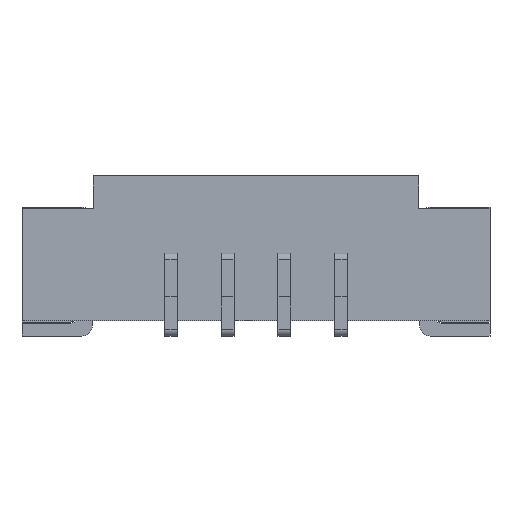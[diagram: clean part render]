
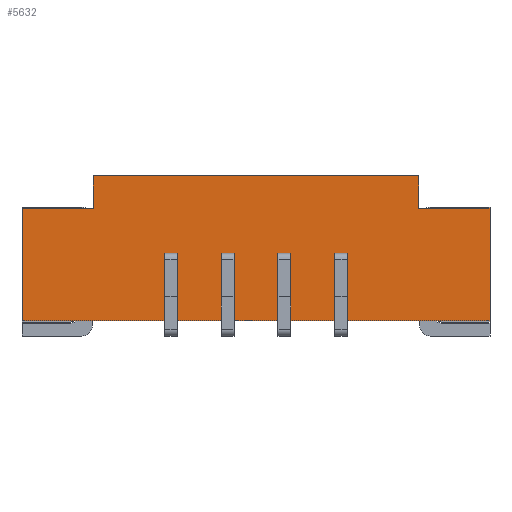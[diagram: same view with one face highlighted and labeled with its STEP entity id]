
A CAD part, front view. The second image highlights one B-rep face of the part: STEP entity #5632.
In plain terms, the highlighted planar face has unit normal (0, -1, 0).
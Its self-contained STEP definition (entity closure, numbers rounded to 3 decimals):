
#606=ORIENTED_EDGE('',*,*,#2215,.F.);
#607=ORIENTED_EDGE('',*,*,#2216,.T.);
#608=ORIENTED_EDGE('',*,*,#2217,.F.);
#609=ORIENTED_EDGE('',*,*,#2218,.T.);
#610=ORIENTED_EDGE('',*,*,#2219,.F.);
#611=ORIENTED_EDGE('',*,*,#2220,.T.);
#612=ORIENTED_EDGE('',*,*,#2221,.F.);
#613=ORIENTED_EDGE('',*,*,#2222,.T.);
#614=ORIENTED_EDGE('',*,*,#2223,.F.);
#615=ORIENTED_EDGE('',*,*,#2224,.T.);
#616=ORIENTED_EDGE('',*,*,#2225,.F.);
#617=ORIENTED_EDGE('',*,*,#2226,.T.);
#618=ORIENTED_EDGE('',*,*,#2227,.F.);
#619=ORIENTED_EDGE('',*,*,#2228,.T.);
#620=ORIENTED_EDGE('',*,*,#2229,.F.);
#621=ORIENTED_EDGE('',*,*,#2230,.T.);
#622=ORIENTED_EDGE('',*,*,#2197,.F.);
#623=ORIENTED_EDGE('',*,*,#2231,.T.);
#624=ORIENTED_EDGE('',*,*,#2232,.T.);
#625=ORIENTED_EDGE('',*,*,#2233,.F.);
#626=ORIENTED_EDGE('',*,*,#2234,.T.);
#627=ORIENTED_EDGE('',*,*,#2235,.T.);
#628=ORIENTED_EDGE('',*,*,#2187,.F.);
#629=ORIENTED_EDGE('',*,*,#2203,.F.);
#2187=EDGE_CURVE('',#3005,#3006,#3576,.T.);
#2197=EDGE_CURVE('',#3015,#3016,#3586,.T.);
#2203=EDGE_CURVE('',#3016,#3005,#3592,.T.);
#2215=EDGE_CURVE('',#3030,#3031,#3604,.T.);
#2216=EDGE_CURVE('',#3030,#3032,#3605,.T.);
#2217=EDGE_CURVE('',#3033,#3032,#3606,.T.);
#2218=EDGE_CURVE('',#3033,#3031,#3607,.T.);
#2219=EDGE_CURVE('',#3034,#3035,#3608,.T.);
#2220=EDGE_CURVE('',#3034,#3036,#3609,.T.);
#2221=EDGE_CURVE('',#3037,#3036,#3610,.T.);
#2222=EDGE_CURVE('',#3037,#3035,#3611,.T.);
#2223=EDGE_CURVE('',#3038,#3039,#3612,.T.);
#2224=EDGE_CURVE('',#3038,#3040,#3613,.T.);
#2225=EDGE_CURVE('',#3041,#3040,#3614,.T.);
#2226=EDGE_CURVE('',#3041,#3039,#3615,.T.);
#2227=EDGE_CURVE('',#3042,#3043,#3616,.T.);
#2228=EDGE_CURVE('',#3042,#3044,#3617,.T.);
#2229=EDGE_CURVE('',#3045,#3044,#3618,.T.);
#2230=EDGE_CURVE('',#3045,#3043,#3619,.T.);
#2231=EDGE_CURVE('',#3015,#3046,#3620,.T.);
#2232=EDGE_CURVE('',#3046,#3047,#3621,.T.);
#2233=EDGE_CURVE('',#3048,#3047,#3622,.T.);
#2234=EDGE_CURVE('',#3048,#3049,#3623,.T.);
#2235=EDGE_CURVE('',#3049,#3006,#3624,.T.);
#3005=VERTEX_POINT('',#9942);
#3006=VERTEX_POINT('',#9944);
#3015=VERTEX_POINT('',#9963);
#3016=VERTEX_POINT('',#9965);
#3030=VERTEX_POINT('',#10001);
#3031=VERTEX_POINT('',#10002);
#3032=VERTEX_POINT('',#10004);
#3033=VERTEX_POINT('',#10006);
#3034=VERTEX_POINT('',#10009);
#3035=VERTEX_POINT('',#10010);
#3036=VERTEX_POINT('',#10012);
#3037=VERTEX_POINT('',#10014);
#3038=VERTEX_POINT('',#10017);
#3039=VERTEX_POINT('',#10018);
#3040=VERTEX_POINT('',#10020);
#3041=VERTEX_POINT('',#10022);
#3042=VERTEX_POINT('',#10025);
#3043=VERTEX_POINT('',#10026);
#3044=VERTEX_POINT('',#10028);
#3045=VERTEX_POINT('',#10030);
#3046=VERTEX_POINT('',#10033);
#3047=VERTEX_POINT('',#10035);
#3048=VERTEX_POINT('',#10037);
#3049=VERTEX_POINT('',#10039);
#3576=LINE('',#9943,#4113);
#3586=LINE('',#9964,#4123);
#3592=LINE('',#9975,#4129);
#3604=LINE('',#10000,#4141);
#3605=LINE('',#10003,#4142);
#3606=LINE('',#10005,#4143);
#3607=LINE('',#10007,#4144);
#3608=LINE('',#10008,#4145);
#3609=LINE('',#10011,#4146);
#3610=LINE('',#10013,#4147);
#3611=LINE('',#10015,#4148);
#3612=LINE('',#10016,#4149);
#3613=LINE('',#10019,#4150);
#3614=LINE('',#10021,#4151);
#3615=LINE('',#10023,#4152);
#3616=LINE('',#10024,#4153);
#3617=LINE('',#10027,#4154);
#3618=LINE('',#10029,#4155);
#3619=LINE('',#10031,#4156);
#3620=LINE('',#10032,#4157);
#3621=LINE('',#10034,#4158);
#3622=LINE('',#10036,#4159);
#3623=LINE('',#10038,#4160);
#3624=LINE('',#10040,#4161);
#4113=VECTOR('',#8702,1000.);
#4123=VECTOR('',#8714,1000.);
#4129=VECTOR('',#8722,1000.);
#4141=VECTOR('',#8740,1000.);
#4142=VECTOR('',#8741,1000.);
#4143=VECTOR('',#8742,1000.);
#4144=VECTOR('',#8743,1000.);
#4145=VECTOR('',#8744,1000.);
#4146=VECTOR('',#8745,1000.);
#4147=VECTOR('',#8746,1000.);
#4148=VECTOR('',#8747,1000.);
#4149=VECTOR('',#8748,1000.);
#4150=VECTOR('',#8749,1000.);
#4151=VECTOR('',#8750,1000.);
#4152=VECTOR('',#8751,1000.);
#4153=VECTOR('',#8752,1000.);
#4154=VECTOR('',#8753,1000.);
#4155=VECTOR('',#8754,1000.);
#4156=VECTOR('',#8755,1000.);
#4157=VECTOR('',#8756,1000.);
#4158=VECTOR('',#8757,1000.);
#4159=VECTOR('',#8758,1000.);
#4160=VECTOR('',#8759,1000.);
#4161=VECTOR('',#8760,1000.);
#4615=EDGE_LOOP('',(#606,#607,#608,#609));
#4616=EDGE_LOOP('',(#610,#611,#612,#613));
#4617=EDGE_LOOP('',(#614,#615,#616,#617));
#4618=EDGE_LOOP('',(#618,#619,#620,#621));
#4619=EDGE_LOOP('',(#622,#623,#624,#625,#626,#627,#628,#629));
#4982=FACE_BOUND('',#4615,.T.);
#4983=FACE_BOUND('',#4616,.T.);
#4984=FACE_BOUND('',#4617,.T.);
#4985=FACE_BOUND('',#4618,.T.);
#4986=FACE_BOUND('',#4619,.T.);
#5341=PLANE('',#8240);
#5632=ADVANCED_FACE('',(#4982,#4983,#4984,#4985,#4986),#5341,.F.);
#8240=AXIS2_PLACEMENT_3D('',#9999,#8738,#8739);
#8702=DIRECTION('',(0.,0.,-1.));
#8714=DIRECTION('',(0.,0.,1.));
#8722=DIRECTION('',(1.,0.,0.));
#8738=DIRECTION('',(0.,1.,0.));
#8739=DIRECTION('',(0.,0.,1.));
#8740=DIRECTION('',(0.,0.,1.));
#8741=DIRECTION('',(-1.,0.,0.));
#8742=DIRECTION('',(0.,0.,-1.));
#8743=DIRECTION('',(1.,0.,0.));
#8744=DIRECTION('',(0.,0.,1.));
#8745=DIRECTION('',(-1.,0.,0.));
#8746=DIRECTION('',(0.,0.,-1.));
#8747=DIRECTION('',(1.,0.,0.));
#8748=DIRECTION('',(0.,0.,1.));
#8749=DIRECTION('',(-1.,0.,0.));
#8750=DIRECTION('',(0.,0.,-1.));
#8751=DIRECTION('',(1.,0.,0.));
#8752=DIRECTION('',(0.,0.,-1.));
#8753=DIRECTION('',(1.,0.,0.));
#8754=DIRECTION('',(0.,0.,1.));
#8755=DIRECTION('',(-1.,0.,0.));
#8756=DIRECTION('',(-1.,0.,0.));
#8757=DIRECTION('',(0.,0.,-1.));
#8758=DIRECTION('',(-1.,0.,0.));
#8759=DIRECTION('',(0.,0.,1.));
#8760=DIRECTION('',(-1.,0.,0.));
#9942=CARTESIAN_POINT('',(3.589,0.457,3.534));
#9943=CARTESIAN_POINT('',(3.589,0.457,3.534));
#9944=CARTESIAN_POINT('',(3.589,0.457,2.823));
#9963=CARTESIAN_POINT('',(-3.589,0.457,2.823));
#9964=CARTESIAN_POINT('',(-3.589,0.457,0.334));
#9965=CARTESIAN_POINT('',(-3.589,0.457,3.534));
#9975=CARTESIAN_POINT('',(-3.589,0.457,3.534));
#9999=CARTESIAN_POINT('',(0.,0.457,0.));
#10000=CARTESIAN_POINT('',(2.015,0.457,1.829));
#10001=CARTESIAN_POINT('',(2.015,0.457,1.245));
#10002=CARTESIAN_POINT('',(2.015,0.457,1.524));
#10003=CARTESIAN_POINT('',(2.015,0.457,1.245));
#10004=CARTESIAN_POINT('',(1.735,0.457,1.245));
#10005=CARTESIAN_POINT('',(1.735,0.457,1.829));
#10006=CARTESIAN_POINT('',(1.735,0.457,1.524));
#10007=CARTESIAN_POINT('',(1.735,0.457,1.524));
#10008=CARTESIAN_POINT('',(0.765,0.457,1.829));
#10009=CARTESIAN_POINT('',(0.765,0.457,1.245));
#10010=CARTESIAN_POINT('',(0.765,0.457,1.524));
#10011=CARTESIAN_POINT('',(0.765,0.457,1.245));
#10012=CARTESIAN_POINT('',(0.485,0.457,1.245));
#10013=CARTESIAN_POINT('',(0.485,0.457,1.829));
#10014=CARTESIAN_POINT('',(0.485,0.457,1.524));
#10015=CARTESIAN_POINT('',(0.485,0.457,1.524));
#10016=CARTESIAN_POINT('',(-0.485,0.457,1.829));
#10017=CARTESIAN_POINT('',(-0.485,0.457,1.245));
#10018=CARTESIAN_POINT('',(-0.485,0.457,1.524));
#10019=CARTESIAN_POINT('',(-0.485,0.457,1.245));
#10020=CARTESIAN_POINT('',(-0.765,0.457,1.245));
#10021=CARTESIAN_POINT('',(-0.765,0.457,1.829));
#10022=CARTESIAN_POINT('',(-0.765,0.457,1.524));
#10023=CARTESIAN_POINT('',(-0.765,0.457,1.524));
#10024=CARTESIAN_POINT('',(-2.015,0.457,1.829));
#10025=CARTESIAN_POINT('',(-2.015,0.457,1.524));
#10026=CARTESIAN_POINT('',(-2.015,0.457,1.245));
#10027=CARTESIAN_POINT('',(-2.015,0.457,1.524));
#10028=CARTESIAN_POINT('',(-1.735,0.457,1.524));
#10029=CARTESIAN_POINT('',(-1.735,0.457,1.829));
#10030=CARTESIAN_POINT('',(-1.735,0.457,1.245));
#10031=CARTESIAN_POINT('',(-1.735,0.457,1.245));
#10032=CARTESIAN_POINT('',(-3.589,0.457,2.823));
#10033=CARTESIAN_POINT('',(-5.164,0.457,2.823));
#10034=CARTESIAN_POINT('',(-5.164,0.457,2.823));
#10035=CARTESIAN_POINT('',(-5.164,0.457,0.334));
#10036=CARTESIAN_POINT('',(3.589,0.457,0.334));
#10037=CARTESIAN_POINT('',(5.164,0.457,0.334));
#10038=CARTESIAN_POINT('',(5.164,0.457,0.334));
#10039=CARTESIAN_POINT('',(5.164,0.457,2.823));
#10040=CARTESIAN_POINT('',(5.164,0.457,2.823));
